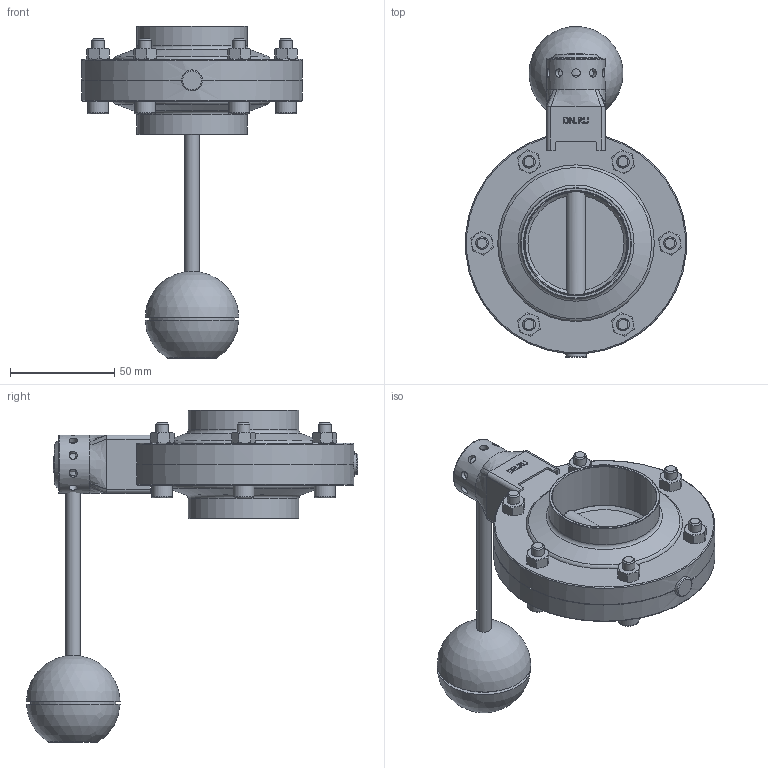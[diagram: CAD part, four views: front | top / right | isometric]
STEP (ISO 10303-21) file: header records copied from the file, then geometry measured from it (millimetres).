
FILE_DESCRIPTION(/* description */ (''),/* implementation_level */ '2;1');
FILE_NAME(/* name */ 'DN50_3D_STEP.stp',/* time_stamp */ '2024-10-29T16:07:29+03:00',/* author */ ('igorr'),/* organization */ (''),/* preprocessor_version */ 'ST-DEVELOPER v20',/* originating_system */ 'Autodesk Inventor 2025',/* authorisation */ '');
FILE_SCHEMA (('AUTOMOTIVE_DESIGN { 1 0 10303 214 3 1 1 }'));
Length unit declared in the file: millimetre
Products named in the file (5): Сборка; Деталь1; Деталь2; AS 1112 - M6  Тип 5; AS 1420 - 1973 - M6 x 30
Assembly tree (14 placements, depth 2):
  Сборка
    Деталь1
    Деталь2
    AS 1112 - M6  Тип 5  x6
    AS 1420 - 1973 - M6 x 30  x6
Bounding box: 105.63 x 158.68 x 159 mm (x, y, z)
Volume: 243037.1 mm3; surface area: 72730.7 mm2
Topology: 14 solids, 15 shells, 448 faces, 1176 edges, 764 vertices
Faces by surface type: plane 203, cone 103, cylinder 75, bspline 35, torus 30, sphere 2
Full cylindrical faces by diameter (mm): 4 x10, 4.917 x6, 6 x18, 7 x2, 10 x9, 23 x2, 28 x1, 41 x1, 49.6 x2, 50 x2, 53 x2
Entity records: 10605 total; most frequent: CARTESIAN_POINT 3480, ORIENTED_EDGE 1490, DIRECTION 1259, EDGE_CURVE 745, VERTEX_POINT 499, AXIS2_PLACEMENT_3D 453, LINE 353, VECTOR 353
